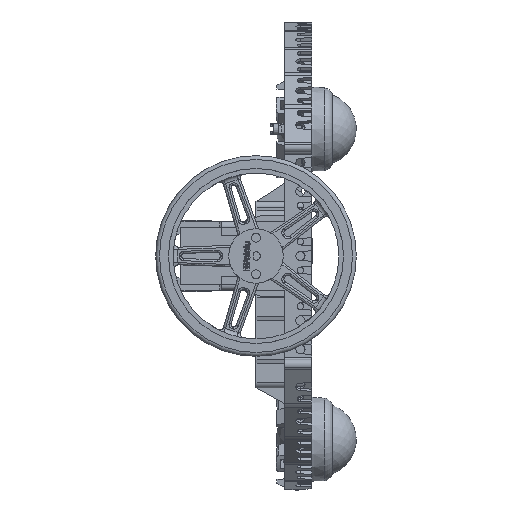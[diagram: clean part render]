
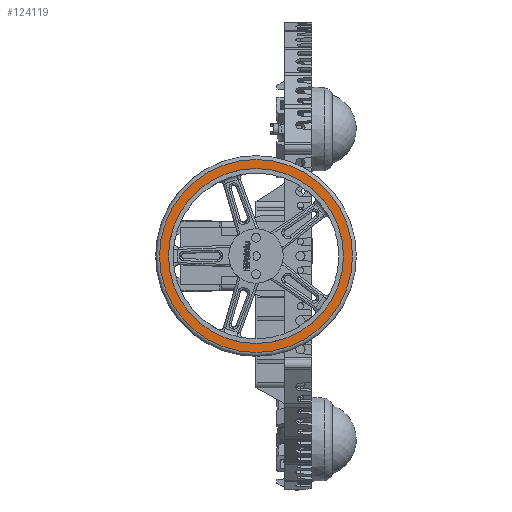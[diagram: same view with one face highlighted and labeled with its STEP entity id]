
A CAD part, left-side view. The second image highlights one B-rep face of the part: STEP entity #124119.
In plain terms, the highlighted face is planar.
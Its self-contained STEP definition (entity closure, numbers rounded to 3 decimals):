
#6688 = FACE_OUTER_BOUND ( 'NONE', #16005, .T. ) ;
#16005 = EDGE_LOOP ( 'NONE', ( #151470 ) ) ;
#17737 = FACE_BOUND ( 'NONE', #85689, .T. ) ;
#22675 = AXIS2_PLACEMENT_3D ( 'NONE', #113094, #45437, #166911 ) ;
#25991 = CIRCLE ( 'NONE', #101354, 30.51 ) ;
#27149 = CARTESIAN_POINT ( 'NONE',  ( 4., -30.51, 0. ) ) ;
#40301 = DIRECTION ( 'NONE',  ( -1., 0., 0. ) ) ;
#45437 = DIRECTION ( 'NONE',  ( -1., 0., 0. ) ) ;
#48873 = VERTEX_POINT ( 'NONE', #51698 ) ;
#51698 = CARTESIAN_POINT ( 'NONE',  ( 4., 0., -30.51 ) ) ;
#61009 = DIRECTION ( 'NONE',  ( -1., 0., 0. ) ) ;
#84765 = CARTESIAN_POINT ( 'NONE',  ( 4., 0., -33.65 ) ) ;
#85689 = EDGE_LOOP ( 'NONE', ( #208871 ) ) ;
#98616 = DIRECTION ( 'NONE',  ( 0., 0., -1. ) ) ;
#101354 = AXIS2_PLACEMENT_3D ( 'NONE', #129329, #40301, #147034 ) ;
#104169 = AXIS2_PLACEMENT_3D ( 'NONE', #27149, #61009, #98616 ) ;
#109131 = EDGE_CURVE ( 'NONE', #48873, #48873, #25991, .T. ) ;
#113094 = CARTESIAN_POINT ( 'NONE',  ( 4., 0., 0. ) ) ;
#124119 = ADVANCED_FACE ( 'NONE', ( #6688, #17737 ), #186291, .F. ) ;
#125482 = CIRCLE ( 'NONE', #22675, 33.65 ) ;
#128227 = EDGE_CURVE ( 'NONE', #172435, #172435, #125482, .T. ) ;
#129329 = CARTESIAN_POINT ( 'NONE',  ( 4., 0., 0. ) ) ;
#147034 = DIRECTION ( 'NONE',  ( 0., 0., -1. ) ) ;
#151470 = ORIENTED_EDGE ( 'NONE', *, *, #128227, .F. ) ;
#166911 = DIRECTION ( 'NONE',  ( 0., 0., -1. ) ) ;
#172435 = VERTEX_POINT ( 'NONE', #84765 ) ;
#186291 = PLANE ( 'NONE',  #104169 ) ;
#208871 = ORIENTED_EDGE ( 'NONE', *, *, #109131, .T. ) ;
